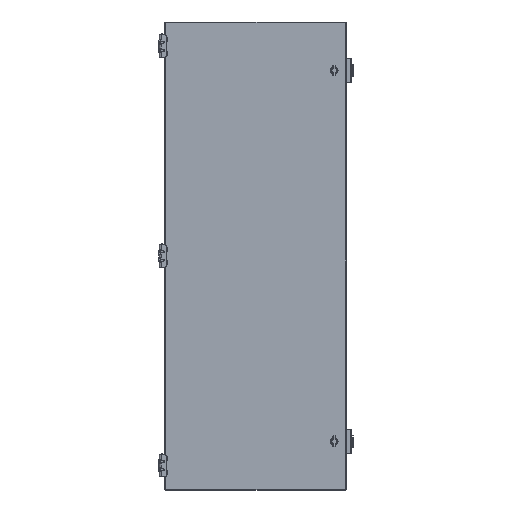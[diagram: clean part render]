
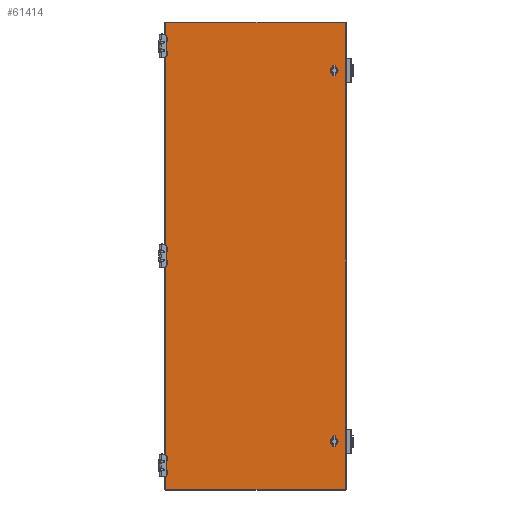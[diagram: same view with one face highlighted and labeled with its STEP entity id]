
A CAD part, top view. The second image highlights one B-rep face of the part: STEP entity #61414.
In plain terms, the highlighted planar face has unit normal (0, 0, 1).
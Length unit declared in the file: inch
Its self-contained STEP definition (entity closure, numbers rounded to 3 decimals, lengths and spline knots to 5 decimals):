
#123 = VERTEX_POINT ( 'NONE', #6350 ) ;
#1143 = ORIENTED_EDGE ( 'NONE', *, *, #31372, .T. ) ;
#1922 = DIRECTION ( 'NONE',  ( 0., 0., -1. ) ) ;
#3562 = EDGE_CURVE ( 'NONE', #5360, #32126, #69248, .T. ) ;
#4572 = CARTESIAN_POINT ( 'NONE',  ( 12.9625, 33.65, 0.828 ) ) ;
#5360 = VERTEX_POINT ( 'NONE', #68783 ) ;
#5428 = EDGE_CURVE ( 'NONE', #32126, #123, #52855, .T. ) ;
#6350 = CARTESIAN_POINT ( 'NONE',  ( 12.9625, -33.65, 0.828 ) ) ;
#11928 = ORIENTED_EDGE ( 'NONE', *, *, #17386, .T. ) ;
#13173 = CARTESIAN_POINT ( 'NONE',  ( 12.9625, 0., 0.828 ) ) ;
#17063 = VECTOR ( 'NONE', #56764, 39.37008 ) ;
#17386 = EDGE_CURVE ( 'NONE', #123, #61934, #57810, .T. ) ;
#18292 = PLANE ( 'NONE',  #21305 ) ;
#21250 = CARTESIAN_POINT ( 'NONE',  ( -12.9625, -33.65, 0.828 ) ) ;
#21305 = AXIS2_PLACEMENT_3D ( 'NONE', #23237, #1922, #39212 ) ;
#22802 = ORIENTED_EDGE ( 'NONE', *, *, #5428, .T. ) ;
#23237 = CARTESIAN_POINT ( 'NONE',  ( 0., 0., 0.828 ) ) ;
#27861 = FACE_OUTER_BOUND ( 'NONE', #39497, .T. ) ;
#31372 = EDGE_CURVE ( 'NONE', #61934, #5360, #53118, .T. ) ;
#31604 = CARTESIAN_POINT ( 'NONE',  ( 0., -33.65, 0.828 ) ) ;
#32126 = VERTEX_POINT ( 'NONE', #21250 ) ;
#34322 = ORIENTED_EDGE ( 'NONE', *, *, #3562, .T. ) ;
#36697 = VECTOR ( 'NONE', #69395, 39.37008 ) ;
#36712 = DIRECTION ( 'NONE',  ( 0., -1., 0. ) ) ;
#39212 = DIRECTION ( 'NONE',  ( -1., 0., 0. ) ) ;
#39497 = EDGE_LOOP ( 'NONE', ( #34322, #22802, #11928, #1143 ) ) ;
#42255 = DIRECTION ( 'NONE',  ( 1., 0., 0. ) ) ;
#44909 = VECTOR ( 'NONE', #36712, 39.37008 ) ;
#52855 = LINE ( 'NONE', #31604, #64322 ) ;
#53118 = LINE ( 'NONE', #54161, #36697 ) ;
#54161 = CARTESIAN_POINT ( 'NONE',  ( 0., 33.65, 0.828 ) ) ;
#56764 = DIRECTION ( 'NONE',  ( 0., 1., 0. ) ) ;
#57810 = LINE ( 'NONE', #13173, #17063 ) ;
#61414 = ADVANCED_FACE ( 'NONE', ( #27861 ), #18292, .F. ) ;
#61934 = VERTEX_POINT ( 'NONE', #4572 ) ;
#62916 = CARTESIAN_POINT ( 'NONE',  ( -12.9625, 0., 0.828 ) ) ;
#64322 = VECTOR ( 'NONE', #42255, 39.37008 ) ;
#68783 = CARTESIAN_POINT ( 'NONE',  ( -12.9625, 33.65, 0.828 ) ) ;
#69248 = LINE ( 'NONE', #62916, #44909 ) ;
#69395 = DIRECTION ( 'NONE',  ( -1., 0., 0. ) ) ;
